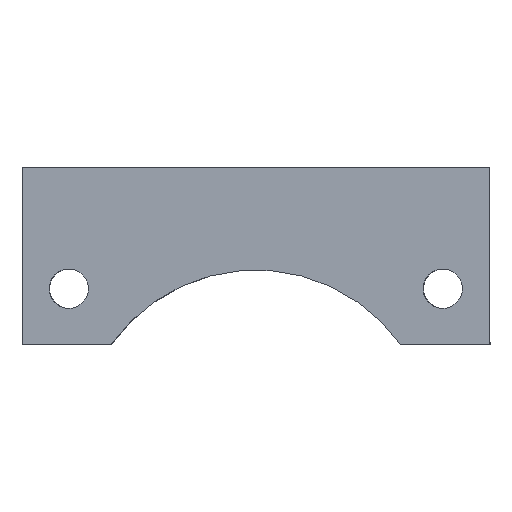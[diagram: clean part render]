
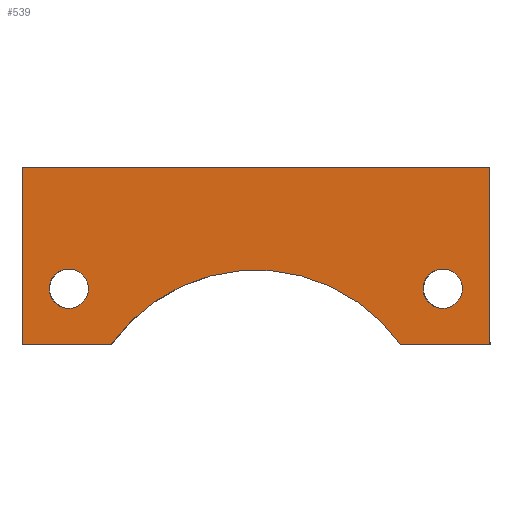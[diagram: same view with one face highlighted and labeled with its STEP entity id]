
A CAD part, front view. The second image highlights one B-rep face of the part: STEP entity #539.
In plain terms, the highlighted planar face has unit normal (-0.001, -1, 0).
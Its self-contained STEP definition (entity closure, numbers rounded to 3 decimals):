
#21=FACE_BOUND('',#96,.T.);
#22=FACE_BOUND('',#97,.T.);
#35=PLANE('',#593);
#61=FACE_OUTER_BOUND('',#95,.T.);
#95=EDGE_LOOP('',(#439,#440,#441,#442,#443,#444));
#96=EDGE_LOOP('',(#445));
#97=EDGE_LOOP('',(#446));
#126=LINE('',#810,#184);
#146=LINE('',#850,#204);
#147=LINE('',#852,#205);
#148=LINE('',#854,#206);
#149=LINE('',#855,#207);
#184=VECTOR('',#664,10.);
#204=VECTOR('',#698,10.);
#205=VECTOR('',#699,10.);
#206=VECTOR('',#700,10.);
#207=VECTOR('',#701,10.);
#232=CIRCLE('',#569,2.1);
#236=CIRCLE('',#575,2.1);
#239=CIRCLE('',#580,19.);
#248=VERTEX_POINT('',#763);
#252=VERTEX_POINT('',#775);
#255=VERTEX_POINT('',#785);
#256=VERTEX_POINT('',#786);
#265=VERTEX_POINT('',#809);
#278=VERTEX_POINT('',#849);
#279=VERTEX_POINT('',#851);
#280=VERTEX_POINT('',#853);
#297=EDGE_CURVE('',#248,#248,#232,.T.);
#303=EDGE_CURVE('',#252,#252,#236,.T.);
#307=EDGE_CURVE('',#255,#256,#239,.T.);
#318=EDGE_CURVE('',#255,#265,#126,.T.);
#338=EDGE_CURVE('',#278,#256,#146,.T.);
#339=EDGE_CURVE('',#278,#279,#147,.T.);
#340=EDGE_CURVE('',#280,#279,#148,.T.);
#341=EDGE_CURVE('',#265,#280,#149,.T.);
#439=ORIENTED_EDGE('',*,*,#307,.T.);
#440=ORIENTED_EDGE('',*,*,#338,.F.);
#441=ORIENTED_EDGE('',*,*,#339,.T.);
#442=ORIENTED_EDGE('',*,*,#340,.F.);
#443=ORIENTED_EDGE('',*,*,#341,.F.);
#444=ORIENTED_EDGE('',*,*,#318,.F.);
#445=ORIENTED_EDGE('',*,*,#297,.T.);
#446=ORIENTED_EDGE('',*,*,#303,.T.);
#539=ADVANCED_FACE('',(#61,#21,#22),#35,.T.);
#569=AXIS2_PLACEMENT_3D('',#765,#618,#619);
#575=AXIS2_PLACEMENT_3D('',#777,#632,#633);
#580=AXIS2_PLACEMENT_3D('',#787,#643,#644);
#593=AXIS2_PLACEMENT_3D('',#848,#696,#697);
#618=DIRECTION('center_axis',(0.001,1.,0.));
#619=DIRECTION('ref_axis',(-1.,0.001,0.));
#632=DIRECTION('center_axis',(0.001,1.,0.));
#633=DIRECTION('ref_axis',(-1.,0.001,0.));
#643=DIRECTION('center_axis',(0.001,1.,0.));
#644=DIRECTION('ref_axis',(-1.,0.001,0.));
#664=DIRECTION('',(-1.,0.001,0.));
#696=DIRECTION('center_axis',(-0.001,-1.,0.));
#697=DIRECTION('ref_axis',(-1.,0.001,0.));
#698=DIRECTION('',(-1.,0.001,0.));
#699=DIRECTION('',(0.,0.,1.));
#700=DIRECTION('',(1.,-0.001,0.));
#701=DIRECTION('',(0.,0.,1.));
#763=CARTESIAN_POINT('',(-13.956,56.76,547.477));
#765=CARTESIAN_POINT('Origin',(-16.056,56.762,547.477));
#775=CARTESIAN_POINT('',(26.044,56.735,547.477));
#777=CARTESIAN_POINT('Origin',(23.944,56.737,547.477));
#785=CARTESIAN_POINT('',(-11.547,56.759,541.477));
#786=CARTESIAN_POINT('',(19.436,56.74,541.477));
#787=CARTESIAN_POINT('Origin',(3.944,56.749,530.477));
#809=CARTESIAN_POINT('',(-21.056,56.765,541.477));
#810=CARTESIAN_POINT('',(28.958,56.734,541.477));
#848=CARTESIAN_POINT('Origin',(28.958,56.734,559.477));
#849=CARTESIAN_POINT('',(28.958,56.734,541.477));
#850=CARTESIAN_POINT('',(28.958,56.734,541.477));
#851=CARTESIAN_POINT('',(28.958,56.734,560.477));
#852=CARTESIAN_POINT('',(28.958,56.734,559.477));
#853=CARTESIAN_POINT('',(-21.056,56.765,560.477));
#854=CARTESIAN_POINT('',(28.958,56.734,560.477));
#855=CARTESIAN_POINT('',(-21.056,56.765,559.477));
